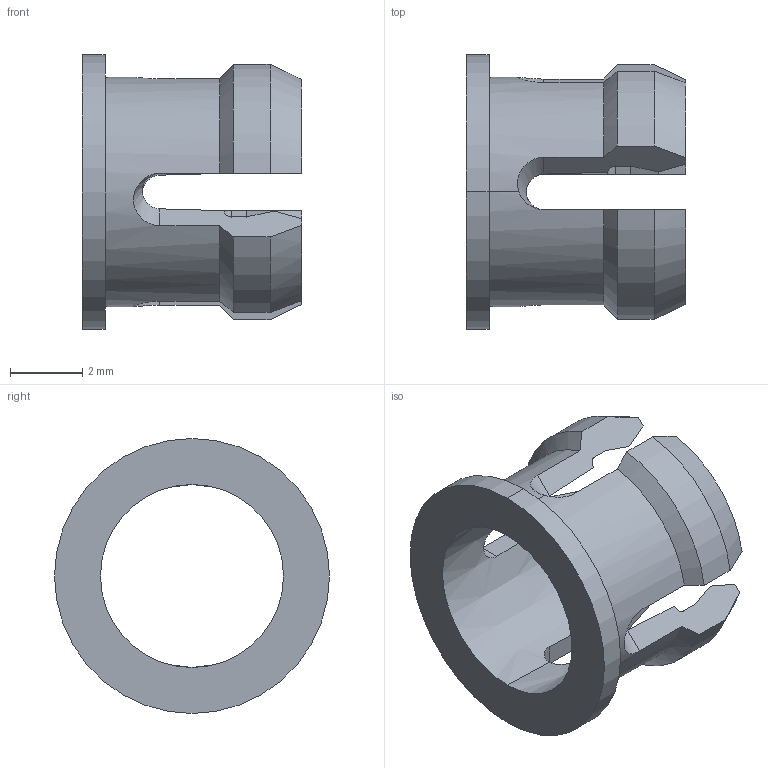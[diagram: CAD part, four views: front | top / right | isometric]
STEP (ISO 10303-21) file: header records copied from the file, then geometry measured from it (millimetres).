
FILE_DESCRIPTION (( 'STEP AP214' ), '1' );
FILE_NAME ('CLP_125.STEP', '2018-10-02T17:40:21', ( 'user' ), ( 'Microsoft' ), 'SwSTEP 2.0', 'SolidWorks 2018', '' );
FILE_SCHEMA (( 'AUTOMOTIVE_DESIGN' ));
Length unit declared in the file: inch
Products named in the file (1): CLP_125
Bounding box: 6.09 x 7.62 x 7.62 mm (x, y, z)
Volume: 63.6 mm3; surface area: 256.8 mm2
Topology: 1 solids, 1 shells, 52 faces, 150 edges, 100 vertices
Faces by surface type: cone 18, plane 14, cylinder 12, torus 4, bspline 4
Entity records: 2602 total; most frequent: CARTESIAN_POINT 1275, ORIENTED_EDGE 300, DIRECTION 232, EDGE_CURVE 150, VERTEX_POINT 100, AXIS2_PLACEMENT_3D 93, B_SPLINE_CURVE_WITH_KNOTS 60, EDGE_LOOP 54
